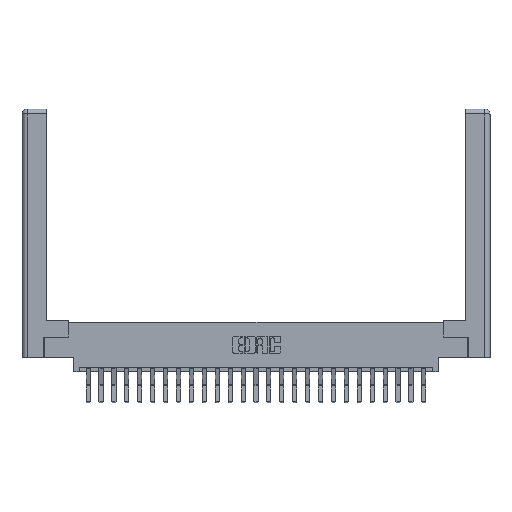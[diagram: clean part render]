
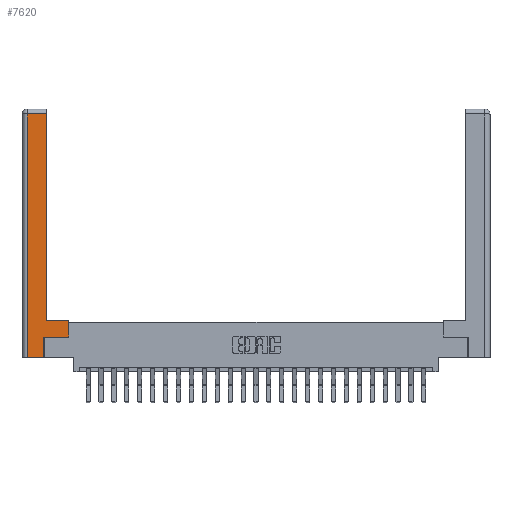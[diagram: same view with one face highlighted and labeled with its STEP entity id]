
A CAD part, top view. The second image highlights one B-rep face of the part: STEP entity #7620.
In plain terms, the highlighted planar face has unit normal (0, 0, 1).
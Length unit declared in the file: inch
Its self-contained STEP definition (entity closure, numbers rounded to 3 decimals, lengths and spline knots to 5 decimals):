
#242 = DIRECTION ( 'NONE',  ( 0., 1., 0. ) ) ;
#542 = VECTOR ( 'NONE', #2622, 39.37008 ) ;
#1031 = ORIENTED_EDGE ( 'NONE', *, *, #19329, .T. ) ;
#2054 = CARTESIAN_POINT ( 'NONE',  ( 0.295, 3., 0. ) ) ;
#2232 = ORIENTED_EDGE ( 'NONE', *, *, #13437, .T. ) ;
#2321 = PLANE ( 'NONE',  #2808 ) ;
#2354 = CARTESIAN_POINT ( 'NONE',  ( 0.0615, 2.94, 0. ) ) ;
#2622 = DIRECTION ( 'NONE',  ( 0., -1., 0. ) ) ;
#2808 = AXIS2_PLACEMENT_3D ( 'NONE', #20334, #4276, #22142 ) ;
#2870 = DIRECTION ( 'NONE',  ( -1., 0., 0. ) ) ;
#3033 = ORIENTED_EDGE ( 'NONE', *, *, #22535, .T. ) ;
#3111 = DIRECTION ( 'NONE',  ( -1., 0., 0. ) ) ;
#3396 = FACE_OUTER_BOUND ( 'NONE', #18655, .T. ) ;
#3457 = EDGE_CURVE ( 'NONE', #14234, #11023, #22919, .T. ) ;
#3502 = LINE ( 'NONE', #5636, #25317 ) ;
#4271 = VERTEX_POINT ( 'NONE', #11501 ) ;
#4276 = DIRECTION ( 'NONE',  ( 0., 0., -1. ) ) ;
#4604 = LINE ( 'NONE', #16635, #15490 ) ;
#4722 = EDGE_CURVE ( 'NONE', #22288, #22927, #18219, .T. ) ;
#4950 = VERTEX_POINT ( 'NONE', #19043 ) ;
#5403 = CARTESIAN_POINT ( 'NONE',  ( 0.565, 0.245, 0. ) ) ;
#5636 = CARTESIAN_POINT ( 'NONE',  ( 0.265, 0.245, 0. ) ) ;
#6528 = CARTESIAN_POINT ( 'NONE',  ( 0.295, 0.45, 0. ) ) ;
#6743 = CARTESIAN_POINT ( 'NONE',  ( 0.295, 0.45, 0. ) ) ;
#6765 = DIRECTION ( 'NONE',  ( 1., 0., 0. ) ) ;
#7620 = ADVANCED_FACE ( 'NONE', ( #3396 ), #2321, .F. ) ;
#9866 = ORIENTED_EDGE ( 'NONE', *, *, #19472, .T. ) ;
#10238 = VECTOR ( 'NONE', #3111, 39.37008 ) ;
#10506 = CARTESIAN_POINT ( 'NONE',  ( 0.265, 0., 0. ) ) ;
#11023 = VERTEX_POINT ( 'NONE', #11077 ) ;
#11077 = CARTESIAN_POINT ( 'NONE',  ( 0.0615, 0., 0. ) ) ;
#11213 = ORIENTED_EDGE ( 'NONE', *, *, #24783, .T. ) ;
#11365 = EDGE_CURVE ( 'NONE', #11023, #4271, #23856, .T. ) ;
#11501 = CARTESIAN_POINT ( 'NONE',  ( 0.265, 0., 0. ) ) ;
#11645 = DIRECTION ( 'NONE',  ( 0., 1., 0. ) ) ;
#11726 = CARTESIAN_POINT ( 'NONE',  ( 0.295, 2.94, 0. ) ) ;
#12583 = ORIENTED_EDGE ( 'NONE', *, *, #3457, .T. ) ;
#12868 = VECTOR ( 'NONE', #11645, 39.37008 ) ;
#13394 = DIRECTION ( 'NONE',  ( 0., 1., 0. ) ) ;
#13437 = EDGE_CURVE ( 'NONE', #4271, #4950, #3502, .T. ) ;
#14234 = VERTEX_POINT ( 'NONE', #2354 ) ;
#14419 = LINE ( 'NONE', #6743, #24415 ) ;
#15076 = CARTESIAN_POINT ( 'NONE',  ( 0.0615, 2.94, 0. ) ) ;
#15194 = VECTOR ( 'NONE', #242, 39.37008 ) ;
#15490 = VECTOR ( 'NONE', #24563, 39.37008 ) ;
#15535 = LINE ( 'NONE', #15076, #10238 ) ;
#15790 = ORIENTED_EDGE ( 'NONE', *, *, #4722, .T. ) ;
#15934 = CARTESIAN_POINT ( 'NONE',  ( 0.565, 0.45, 0. ) ) ;
#16635 = CARTESIAN_POINT ( 'NONE',  ( 0.565, 0.245, 0. ) ) ;
#16773 = LINE ( 'NONE', #24127, #15194 ) ;
#18219 = LINE ( 'NONE', #2054, #12868 ) ;
#18655 = EDGE_LOOP ( 'NONE', ( #15790, #3033, #12583, #25647, #2232, #9866, #1031, #11213 ) ) ;
#19043 = CARTESIAN_POINT ( 'NONE',  ( 0.265, 0.245, 0. ) ) ;
#19329 = EDGE_CURVE ( 'NONE', #24796, #19458, #16773, .T. ) ;
#19458 = VERTEX_POINT ( 'NONE', #15934 ) ;
#19472 = EDGE_CURVE ( 'NONE', #4950, #24796, #4604, .T. ) ;
#20334 = CARTESIAN_POINT ( 'NONE',  ( 0., 0., 0. ) ) ;
#20652 = CARTESIAN_POINT ( 'NONE',  ( 0.0615, 0., 0. ) ) ;
#22142 = DIRECTION ( 'NONE',  ( -1., 0., 0. ) ) ;
#22288 = VERTEX_POINT ( 'NONE', #6528 ) ;
#22535 = EDGE_CURVE ( 'NONE', #22927, #14234, #15535, .T. ) ;
#22919 = LINE ( 'NONE', #20652, #542 ) ;
#22927 = VERTEX_POINT ( 'NONE', #11726 ) ;
#23856 = LINE ( 'NONE', #10506, #24793 ) ;
#24127 = CARTESIAN_POINT ( 'NONE',  ( 0.565, 0.45, 0. ) ) ;
#24415 = VECTOR ( 'NONE', #2870, 39.37008 ) ;
#24563 = DIRECTION ( 'NONE',  ( 1., 0., 0. ) ) ;
#24783 = EDGE_CURVE ( 'NONE', #19458, #22288, #14419, .T. ) ;
#24793 = VECTOR ( 'NONE', #6765, 39.37008 ) ;
#24796 = VERTEX_POINT ( 'NONE', #5403 ) ;
#25317 = VECTOR ( 'NONE', #13394, 39.37008 ) ;
#25647 = ORIENTED_EDGE ( 'NONE', *, *, #11365, .T. ) ;
